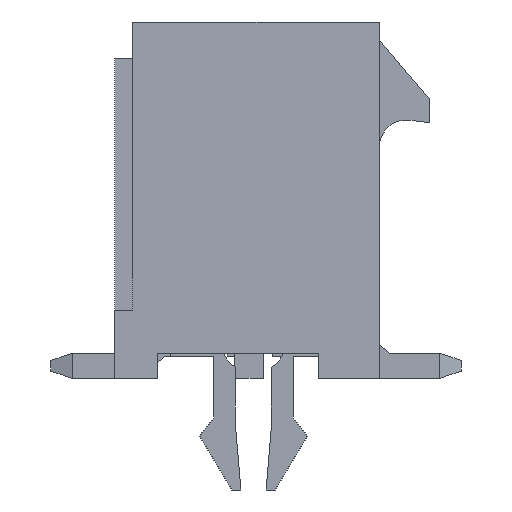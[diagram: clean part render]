
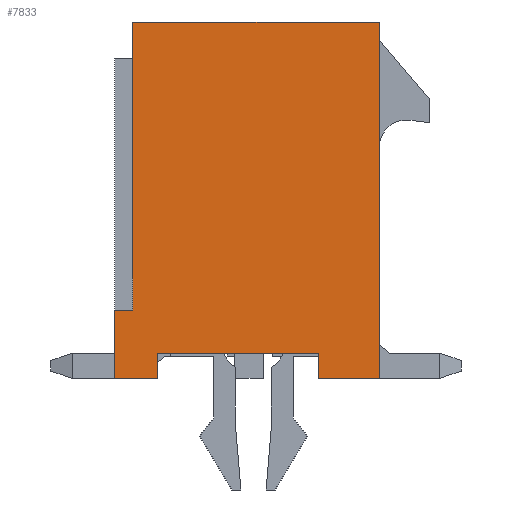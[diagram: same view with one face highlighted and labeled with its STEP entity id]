
A CAD part, left-side view. The second image highlights one B-rep face of the part: STEP entity #7833.
In plain terms, the highlighted planar face has unit normal (-1, 0, 0).
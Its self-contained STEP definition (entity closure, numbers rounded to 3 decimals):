
#1128=ORIENTED_EDGE('',*,*,#3183,.F.);
#1129=ORIENTED_EDGE('',*,*,#3184,.T.);
#1130=ORIENTED_EDGE('',*,*,#3043,.T.);
#1131=ORIENTED_EDGE('',*,*,#2987,.T.);
#1132=ORIENTED_EDGE('',*,*,#2980,.T.);
#1133=ORIENTED_EDGE('',*,*,#3175,.T.);
#1134=ORIENTED_EDGE('',*,*,#3122,.T.);
#1135=ORIENTED_EDGE('',*,*,#3185,.F.);
#1136=ORIENTED_EDGE('',*,*,#3186,.T.);
#1137=ORIENTED_EDGE('',*,*,#3097,.T.);
#2980=EDGE_CURVE('',#3997,#3996,#4857,.T.);
#2987=EDGE_CURVE('',#4003,#3997,#4864,.T.);
#3043=EDGE_CURVE('',#4053,#4003,#4920,.T.);
#3097=EDGE_CURVE('',#4102,#4101,#4974,.T.);
#3122=EDGE_CURVE('',#4121,#4120,#4999,.T.);
#3175=EDGE_CURVE('',#3996,#4121,#5052,.T.);
#3183=EDGE_CURVE('',#4171,#4101,#5060,.T.);
#3184=EDGE_CURVE('',#4171,#4053,#5061,.T.);
#3185=EDGE_CURVE('',#4172,#4120,#5062,.T.);
#3186=EDGE_CURVE('',#4172,#4102,#5063,.T.);
#3996=VERTEX_POINT('',#11632);
#3997=VERTEX_POINT('',#11634);
#4003=VERTEX_POINT('',#11648);
#4053=VERTEX_POINT('',#11756);
#4101=VERTEX_POINT('',#11864);
#4102=VERTEX_POINT('',#11866);
#4120=VERTEX_POINT('',#11909);
#4121=VERTEX_POINT('',#11911);
#4171=VERTEX_POINT('',#12025);
#4172=VERTEX_POINT('',#12028);
#4857=LINE('',#11633,#5944);
#4864=LINE('',#11647,#5951);
#4920=LINE('',#11759,#6007);
#4974=LINE('',#11865,#6061);
#4999=LINE('',#11910,#6086);
#5052=LINE('',#12013,#6139);
#5060=LINE('',#12024,#6147);
#5061=LINE('',#12026,#6148);
#5062=LINE('',#12027,#6149);
#5063=LINE('',#12029,#6150);
#5944=VECTOR('',#9373,1000.);
#5951=VECTOR('',#9382,1000.);
#6007=VECTOR('',#9446,1000.);
#6061=VECTOR('',#9510,1000.);
#6086=VECTOR('',#9537,1000.);
#6139=VECTOR('',#9592,1000.);
#6147=VECTOR('',#9604,1000.);
#6148=VECTOR('',#9605,1000.);
#6149=VECTOR('',#9606,1000.);
#6150=VECTOR('',#9607,1000.);
#6669=EDGE_LOOP('',(#1128,#1129,#1130,#1131,#1132,#1133,#1134,#1135,#1136,
#1137));
#7080=FACE_BOUND('',#6669,.T.);
#7476=PLANE('',#8277);
#7833=ADVANCED_FACE('',(#7080),#7476,.T.);
#8277=AXIS2_PLACEMENT_3D('',#12023,#9602,#9603);
#9373=DIRECTION('',(0.,0.,1.));
#9382=DIRECTION('',(0.,-1.,0.));
#9446=DIRECTION('',(0.,0.,-1.));
#9510=DIRECTION('',(0.,-1.,0.));
#9537=DIRECTION('',(0.,0.,-1.));
#9592=DIRECTION('',(0.,1.,0.));
#9602=DIRECTION('',(-1.,0.,0.));
#9603=DIRECTION('',(0.,0.,1.));
#9604=DIRECTION('',(0.,0.,-1.));
#9605=DIRECTION('',(0.,-1.,0.));
#9606=DIRECTION('',(0.,-1.,0.));
#9607=DIRECTION('',(0.,0.,-1.));
#11632=CARTESIAN_POINT('',(-10.85,-3.43,4.95));
#11633=CARTESIAN_POINT('',(-10.85,-3.43,-4.95));
#11634=CARTESIAN_POINT('',(-10.85,-3.43,-4.95));
#11647=CARTESIAN_POINT('',(-10.85,3.43,-4.95));
#11648=CARTESIAN_POINT('',(-10.85,-1.73,-4.95));
#11756=CARTESIAN_POINT('',(-10.85,-1.73,-4.25));
#11759=CARTESIAN_POINT('',(-10.85,-1.73,-3.95));
#11864=CARTESIAN_POINT('',(-10.85,2.73,-4.95));
#11865=CARTESIAN_POINT('',(-10.85,3.43,-4.95));
#11866=CARTESIAN_POINT('',(-10.85,3.93,-4.95));
#11909=CARTESIAN_POINT('',(-10.85,3.43,-3.05));
#11910=CARTESIAN_POINT('',(-10.85,3.43,4.95));
#11911=CARTESIAN_POINT('',(-10.85,3.43,4.95));
#12013=CARTESIAN_POINT('',(-10.85,-3.43,4.95));
#12023=CARTESIAN_POINT('',(-10.85,0.,0.));
#12024=CARTESIAN_POINT('',(-10.85,2.73,-3.95));
#12025=CARTESIAN_POINT('',(-10.85,2.73,-4.25));
#12026=CARTESIAN_POINT('',(-10.85,2.73,-4.25));
#12027=CARTESIAN_POINT('',(-10.85,3.93,-3.05));
#12028=CARTESIAN_POINT('',(-10.85,3.93,-3.05));
#12029=CARTESIAN_POINT('',(-10.85,3.93,-3.05));
